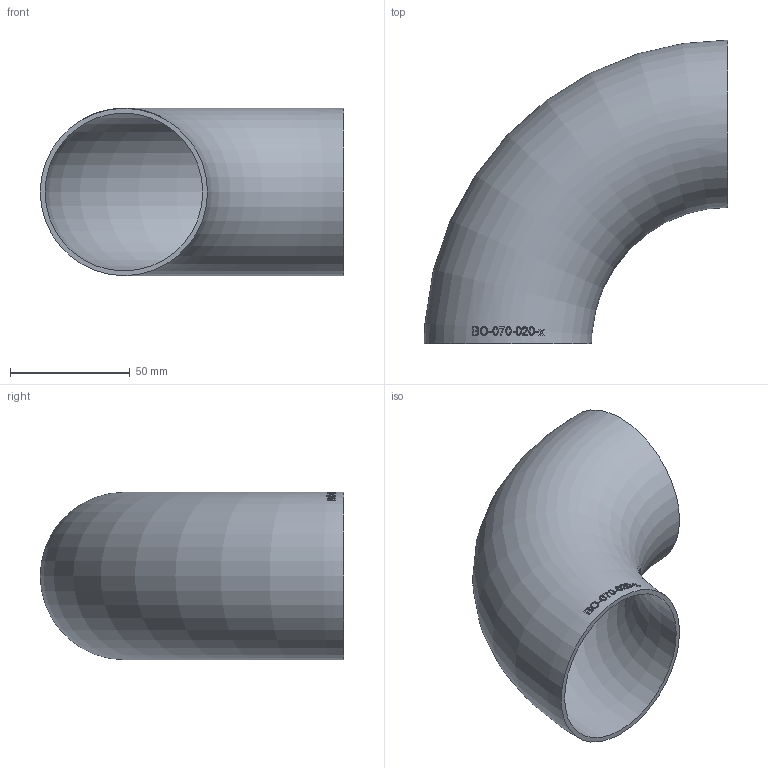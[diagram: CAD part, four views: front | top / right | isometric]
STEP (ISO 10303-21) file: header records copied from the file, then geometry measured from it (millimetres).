
FILE_DESCRIPTION (( 'STEP AP214' ), '1' );
FILE_NAME ('BO-070-020-x Bogen 1911.STEP', '2019-11-04T08:40:13', ( '' ), ( '' ), 'SwSTEP 2.0', 'SolidWorks 2016', '' );
FILE_SCHEMA (( 'AUTOMOTIVE_DESIGN' ));
Length unit declared in the file: millimetre
Products named in the file (1): BO-070-020-x Bogen 1911
Bounding box: 127 x 127 x 70 mm (x, y, z)
Volume: 61740.9 mm3; surface area: 62614.5 mm2
Topology: 1 solids, 1 shells, 138 faces, 355 edges, 237 vertices
Faces by surface type: bspline 72, plane 45, torus 21
Entity records: 8128 total; most frequent: CARTESIAN_POINT 4022, ORIENTED_EDGE 698, EDGE_CURVE 349, DIRECTION 257, VERTEX_POINT 234, B_SPLINE_CURVE_WITH_KNOTS 230, EDGE_LOOP 161, FACE_OUTER_BOUND 140
